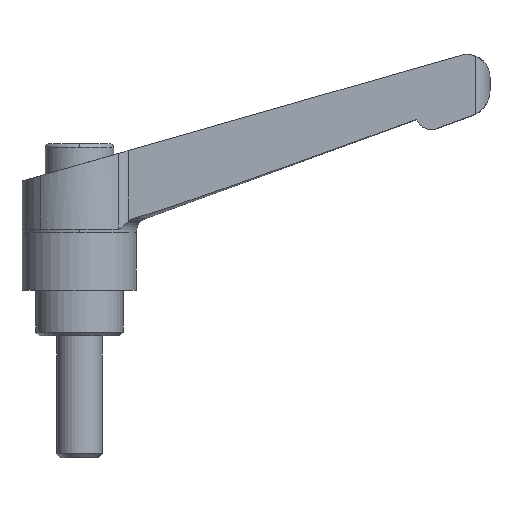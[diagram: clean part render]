
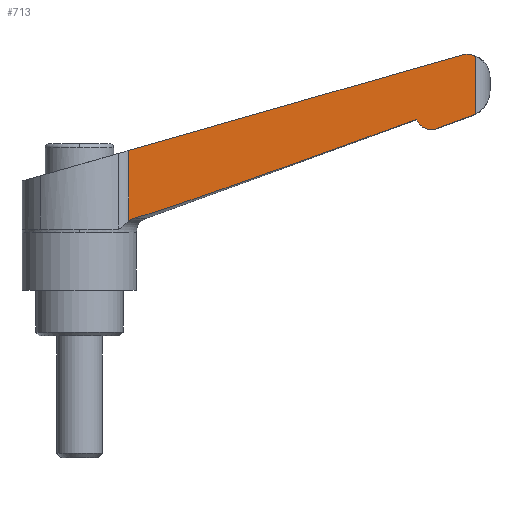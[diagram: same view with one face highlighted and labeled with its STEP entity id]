
A CAD part, top view. The second image highlights one B-rep face of the part: STEP entity #713.
In plain terms, the highlighted planar face has unit normal (0.035, 0, 0.999).
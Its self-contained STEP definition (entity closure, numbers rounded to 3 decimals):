
#299 = VERTEX_POINT( '', #791 );
#331 = VERTEX_POINT( '', #826 );
#339 = EDGE_CURVE( '', #679, #477, #834, .T. );
#435 = EDGE_CURVE( '', #467, #625, #948, .T. );
#467 = VERTEX_POINT( '', #982 );
#477 = VERTEX_POINT( '', #993 );
#479 = EDGE_CURVE( '', #625, #649, #995, .T. );
#525 = EDGE_CURVE( '', #679, #299, #1044, .T. );
#539 = EDGE_CURVE( '', #331, #477, #1061, .T. );
#585 = EDGE_CURVE( '', #331, #615, #1109, .T. );
#615 = VERTEX_POINT( '', #1139 );
#625 = VERTEX_POINT( '', #1149 );
#649 = VERTEX_POINT( '', #1178 );
#679 = VERTEX_POINT( '', #1211 );
#687 = VERTEX_POINT( '', #1219 );
#689 = EDGE_CURVE( '', #687, #615, #1221, .T. );
#693 = EDGE_CURVE( '', #299, #467, #1225, .T. );
#713 = ADVANCED_FACE( '', ( #1247 ), #1248, .F. );
#721 = EDGE_CURVE( '', #649, #687, #1256, .T. );
#791 = CARTESIAN_POINT( '', ( 103.17, 57.916, 6.792 ) );
#826 = CARTESIAN_POINT( '', ( 100.973, 73.985, 6.869 ) );
#834 = LINE( '', #1402, #1403 );
#948 = B_SPLINE_CURVE_WITH_KNOTS( '', 3, ( #1580, #1581, #1582, #1583, #1584, #1585, #1586, #1587, #1588, #1589, #1590, #1591, #1592, #1593, #1594, #1595, #1596, #1597, #1598, #1599 ), .UNSPECIFIED., .F., .F., ( 4, 2, 2, 2, 2, 2, 2, 2, 2, 4 ), ( 4.624, 5.195, 5.942, 6.689, 7.435, 8.18, 8.925, 9.666, 10.408, 10.575 ), .UNSPECIFIED. );
#982 = CARTESIAN_POINT( '', ( 93.856, 54.543, 7.118 ) );
#993 = CARTESIAN_POINT( '', ( 104.291, 73.487, 6.753 ) );
#995 = ( B_SPLINE_CURVE( 2, ( #1667, #1668, #1669 ), .UNSPECIFIED., .F., .F. )B_SPLINE_CURVE_WITH_KNOTS( ( 3, 3 ), ( 0., 78.568 ), .UNSPECIFIED. )RATIONAL_B_SPLINE_CURVE( ( 1., 1.391, 1. ) )BOUNDED_CURVE(  )REPRESENTATION_ITEM( '' )GEOMETRIC_REPRESENTATION_ITEM(  )CURVE(  ) );
#1044 = B_SPLINE_CURVE_WITH_KNOTS( '', 3, ( #1777, #1778, #1779, #1780, #1781, #1782, #1783, #1784 ), .UNSPECIFIED., .F., .F., ( 4, 2, 2, 4 ), ( 6.899, 7.133, 7.783, 8.089 ), .UNSPECIFIED. );
#1061 = B_SPLINE_CURVE_WITH_KNOTS( '', 3, ( #1805, #1806, #1807, #1808, #1809, #1810, #1811, #1812, #1813, #1814, #1815, #1816, #1817, #1818, #1819, #1820, #1821, #1822 ), .UNSPECIFIED., .F., .F., ( 4, 2, 2, 2, 2, 2, 2, 2, 4 ), ( 25.151, 25.61, 26.169, 26.728, 27.288, 27.847, 28.406, 28.965, 29.191 ), .UNSPECIFIED. );
#1109 = LINE( '', #1941, #1942 );
#1139 = CARTESIAN_POINT( '', ( 12.916, 48.734, 9.944 ) );
#1149 = CARTESIAN_POINT( '', ( 88.699, 56.934, 7.298 ) );
#1178 = CARTESIAN_POINT( '', ( 14.599, 30.958, 9.885 ) );
#1211 = CARTESIAN_POINT( '', ( 104.291, 58.438, 6.753 ) );
#1219 = CARTESIAN_POINT( '', ( 12.916, 30.152, 9.944 ) );
#1221 = LINE( '', #2100, #2101 );
#1225 = ( B_SPLINE_CURVE( 2, ( #2107, #2108, #2109 ), .UNSPECIFIED., .F., .F. )B_SPLINE_CURVE_WITH_KNOTS( ( 3, 3 ), ( 0., 9.911 ), .UNSPECIFIED. )RATIONAL_B_SPLINE_CURVE( ( 1., 1.001, 1. ) )BOUNDED_CURVE(  )REPRESENTATION_ITEM( '' )GEOMETRIC_REPRESENTATION_ITEM(  )CURVE(  ) );
#1247 = FACE_OUTER_BOUND( '', #2147, .T. );
#1248 = PLANE( '', #2148 );
#1256 = B_SPLINE_CURVE_WITH_KNOTS( '', 3, ( #2167, #2168, #2169, #2170, #2171, #2172, #2173, #2174 ), .UNSPECIFIED., .F., .F., ( 4, 2, 2, 4 ), ( 7.975, 8.312, 9.233, 9.742 ), .UNSPECIFIED. );
#1402 = CARTESIAN_POINT( '', ( 104.291, 0., 6.753 ) );
#1403 = VECTOR( '', #2291, 1. );
#1580 = CARTESIAN_POINT( '', ( 93.856, 54.543, 7.118 ) );
#1581 = CARTESIAN_POINT( '', ( 93.671, 54.476, 7.124 ) );
#1582 = CARTESIAN_POINT( '', ( 93.47, 54.419, 7.131 ) );
#1583 = CARTESIAN_POINT( '', ( 93.001, 54.326, 7.147 ) );
#1584 = CARTESIAN_POINT( '', ( 92.729, 54.302, 7.157 ) );
#1585 = CARTESIAN_POINT( '', ( 92.232, 54.302, 7.174 ) );
#1586 = CARTESIAN_POINT( '', ( 91.96, 54.326, 7.184 ) );
#1587 = CARTESIAN_POINT( '', ( 91.428, 54.432, 7.202 ) );
#1588 = CARTESIAN_POINT( '', ( 91.167, 54.513, 7.211 ) );
#1589 = CARTESIAN_POINT( '', ( 90.708, 54.702, 7.228 ) );
#1590 = CARTESIAN_POINT( '', ( 90.467, 54.828, 7.236 ) );
#1591 = CARTESIAN_POINT( '', ( 90.017, 55.128, 7.252 ) );
#1592 = CARTESIAN_POINT( '', ( 89.807, 55.302, 7.259 ) );
#1593 = CARTESIAN_POINT( '', ( 89.457, 55.652, 7.271 ) );
#1594 = CARTESIAN_POINT( '', ( 89.283, 55.859, 7.277 ) );
#1595 = CARTESIAN_POINT( '', ( 88.982, 56.307, 7.288 ) );
#1596 = CARTESIAN_POINT( '', ( 88.856, 56.547, 7.292 ) );
#1597 = CARTESIAN_POINT( '', ( 88.74, 56.826, 7.296 ) );
#1598 = CARTESIAN_POINT( '', ( 88.719, 56.879, 7.297 ) );
#1599 = CARTESIAN_POINT( '', ( 88.699, 56.934, 7.298 ) );
#1667 = CARTESIAN_POINT( '', ( 88.699, 56.934, 7.298 ) );
#1668 = CARTESIAN_POINT( '', ( 26.851, 34.563, 9.457 ) );
#1669 = CARTESIAN_POINT( '', ( 14.599, 30.958, 9.885 ) );
#1777 = CARTESIAN_POINT( '', ( 104.291, 58.438, 6.753 ) );
#1778 = CARTESIAN_POINT( '', ( 104.218, 58.396, 6.756 ) );
#1779 = CARTESIAN_POINT( '', ( 104.145, 58.355, 6.758 ) );
#1780 = CARTESIAN_POINT( '', ( 103.867, 58.208, 6.768 ) );
#1781 = CARTESIAN_POINT( '', ( 103.661, 58.112, 6.775 ) );
#1782 = CARTESIAN_POINT( '', ( 103.366, 57.99, 6.785 ) );
#1783 = CARTESIAN_POINT( '', ( 103.269, 57.952, 6.789 ) );
#1784 = CARTESIAN_POINT( '', ( 103.17, 57.916, 6.792 ) );
#1805 = CARTESIAN_POINT( '', ( 100.108, 73.805, 6.899 ) );
#1806 = CARTESIAN_POINT( '', ( 100.266, 73.85, 6.894 ) );
#1807 = CARTESIAN_POINT( '', ( 100.428, 73.89, 6.888 ) );
#1808 = CARTESIAN_POINT( '', ( 100.79, 73.962, 6.875 ) );
#1809 = CARTESIAN_POINT( '', ( 100.992, 73.991, 6.868 ) );
#1810 = CARTESIAN_POINT( '', ( 101.388, 74.029, 6.855 ) );
#1811 = CARTESIAN_POINT( '', ( 101.583, 74.038, 6.848 ) );
#1812 = CARTESIAN_POINT( '', ( 101.956, 74.038, 6.835 ) );
#1813 = CARTESIAN_POINT( '', ( 102.15, 74.029, 6.828 ) );
#1814 = CARTESIAN_POINT( '', ( 102.547, 73.991, 6.814 ) );
#1815 = CARTESIAN_POINT( '', ( 102.748, 73.962, 6.807 ) );
#1816 = CARTESIAN_POINT( '', ( 103.146, 73.883, 6.793 ) );
#1817 = CARTESIAN_POINT( '', ( 103.344, 73.833, 6.786 ) );
#1818 = CARTESIAN_POINT( '', ( 103.724, 73.717, 6.773 ) );
#1819 = CARTESIAN_POINT( '', ( 103.908, 73.65, 6.767 ) );
#1820 = CARTESIAN_POINT( '', ( 104.15, 73.551, 6.758 ) );
#1821 = CARTESIAN_POINT( '', ( 104.22, 73.52, 6.756 ) );
#1822 = CARTESIAN_POINT( '', ( 104.291, 73.487, 6.753 ) );
#1941 = CARTESIAN_POINT( '', ( -8.298, 42.65, 10.685 ) );
#1942 = VECTOR( '', #2619, 1. );
#2100 = CARTESIAN_POINT( '', ( 12.916, 0., 9.944 ) );
#2101 = VECTOR( '', #2745, 1. );
#2107 = CARTESIAN_POINT( '', ( 103.17, 57.916, 6.792 ) );
#2108 = CARTESIAN_POINT( '', ( 98.295, 56.15, 6.963 ) );
#2109 = CARTESIAN_POINT( '', ( 93.856, 54.543, 7.118 ) );
#2147 = EDGE_LOOP( '', ( #2770, #2771, #2772, #2773, #2774, #2775, #2776, #2777, #2778 ) );
#2148 = AXIS2_PLACEMENT_3D( '', #2779, #2780, #2781 );
#2167 = CARTESIAN_POINT( '', ( 14.599, 30.958, 9.885 ) );
#2168 = CARTESIAN_POINT( '', ( 14.486, 30.925, 9.889 ) );
#2169 = CARTESIAN_POINT( '', ( 14.376, 30.889, 9.893 ) );
#2170 = CARTESIAN_POINT( '', ( 13.981, 30.747, 9.907 ) );
#2171 = CARTESIAN_POINT( '', ( 13.673, 30.61, 9.918 ) );
#2172 = CARTESIAN_POINT( '', ( 13.22, 30.354, 9.933 ) );
#2173 = CARTESIAN_POINT( '', ( 13.063, 30.256, 9.939 ) );
#2174 = CARTESIAN_POINT( '', ( 12.916, 30.152, 9.944 ) );
#2291 = DIRECTION( '', ( 0., 1., 0. ) );
#2619 = DIRECTION( '', ( -0.961, -0.275, 0.034 ) );
#2745 = DIRECTION( '', ( 0., 1., 0. ) );
#2770 = ORIENTED_EDGE( '', *, *, #585, .T. );
#2771 = ORIENTED_EDGE( '', *, *, #689, .F. );
#2772 = ORIENTED_EDGE( '', *, *, #721, .F. );
#2773 = ORIENTED_EDGE( '', *, *, #479, .F. );
#2774 = ORIENTED_EDGE( '', *, *, #435, .F. );
#2775 = ORIENTED_EDGE( '', *, *, #693, .F. );
#2776 = ORIENTED_EDGE( '', *, *, #525, .F. );
#2777 = ORIENTED_EDGE( '', *, *, #339, .T. );
#2778 = ORIENTED_EDGE( '', *, *, #539, .F. );
#2779 = CARTESIAN_POINT( '', ( 12.916, 0., 9.944 ) );
#2780 = DIRECTION( '', ( -0.035, 0., -0.999 ) );
#2781 = DIRECTION( '', ( -0.999, 0., 0.035 ) );
